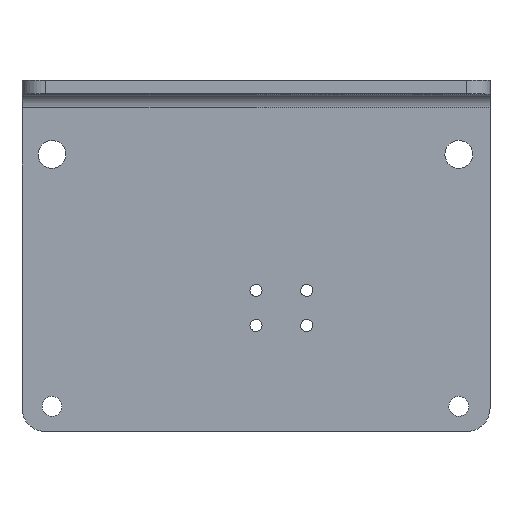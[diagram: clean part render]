
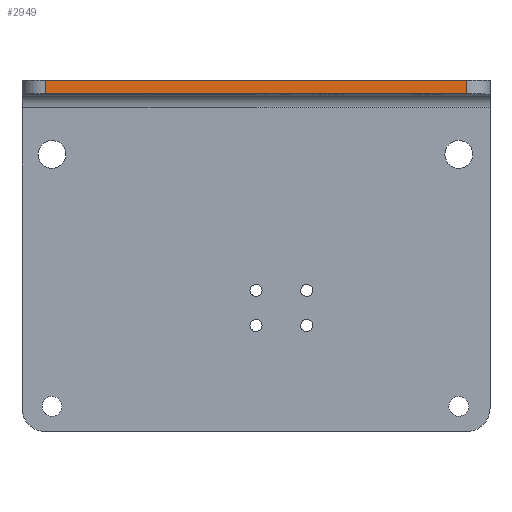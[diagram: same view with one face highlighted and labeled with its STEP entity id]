
A CAD part, top view. The second image highlights one B-rep face of the part: STEP entity #2949.
In plain terms, the highlighted planar face has unit normal (0, 0, 1).
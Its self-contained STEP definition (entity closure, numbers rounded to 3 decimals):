
#67 = PLANE('',#68);
#68 = AXIS2_PLACEMENT_3D('',#69,#70,#71);
#69 = CARTESIAN_POINT('',(-61.977,334.736,
    58.173));
#70 = DIRECTION('',(0.,1.,0.));
#71 = DIRECTION('',(0.,0.,1.));
#138 = PLANE('',#139);
#139 = AXIS2_PLACEMENT_3D('',#140,#141,#142);
#140 = CARTESIAN_POINT('',(-61.977,338.236,
    100.173));
#141 = DIRECTION('',(0.,-1.,0.));
#142 = DIRECTION('',(0.,0.,-1.));
#2764 = VERTEX_POINT('',#2765);
#2765 = CARTESIAN_POINT('',(-55.977,338.236,
    100.173));
#2780 = CYLINDRICAL_SURFACE('',#2781,6.);
#2781 = AXIS2_PLACEMENT_3D('',#2782,#2783,#2784);
#2782 = CARTESIAN_POINT('',(-55.977,296.236,
    94.173));
#2783 = DIRECTION('',(0.,1.,0.));
#2784 = DIRECTION('',(-1.,0.,0.));
#2814 = EDGE_CURVE('',#2764,#2815,#2817,.T.);
#2815 = VERTEX_POINT('',#2816);
#2816 = CARTESIAN_POINT('',(52.023,338.236,
    100.173));
#2817 = SURFACE_CURVE('',#2818,(#2822,#2829),.PCURVE_S1.);
#2818 = LINE('',#2819,#2820);
#2819 = CARTESIAN_POINT('',(-1.977,338.236,
    100.173));
#2820 = VECTOR('',#2821,1.);
#2821 = DIRECTION('',(1.,0.,0.));
#2822 = PCURVE('',#138,#2823);
#2823 = DEFINITIONAL_REPRESENTATION('',(#2824),#2828);
#2824 = LINE('',#2825,#2826);
#2825 = CARTESIAN_POINT('',(0.,60.));
#2826 = VECTOR('',#2827,1.);
#2827 = DIRECTION('',(0.,1.));
#2828 = ( GEOMETRIC_REPRESENTATION_CONTEXT(2) 
PARAMETRIC_REPRESENTATION_CONTEXT() REPRESENTATION_CONTEXT('2D SPACE',''
  ) );
#2829 = PCURVE('',#2830,#2835);
#2830 = PLANE('',#2831);
#2831 = AXIS2_PLACEMENT_3D('',#2832,#2833,#2834);
#2832 = CARTESIAN_POINT('',(-61.977,334.736,
    100.173));
#2833 = DIRECTION('',(0.,0.,-1.));
#2834 = DIRECTION('',(0.,1.,0.));
#2835 = DEFINITIONAL_REPRESENTATION('',(#2836),#2840);
#2836 = LINE('',#2837,#2838);
#2837 = CARTESIAN_POINT('',(3.5,60.));
#2838 = VECTOR('',#2839,1.);
#2839 = DIRECTION('',(0.,1.));
#2840 = ( GEOMETRIC_REPRESENTATION_CONTEXT(2) 
PARAMETRIC_REPRESENTATION_CONTEXT() REPRESENTATION_CONTEXT('2D SPACE',''
  ) );
#2859 = CYLINDRICAL_SURFACE('',#2860,6.);
#2860 = AXIS2_PLACEMENT_3D('',#2861,#2862,#2863);
#2861 = CARTESIAN_POINT('',(52.023,296.236,
    94.173));
#2862 = DIRECTION('',(0.,1.,0.));
#2863 = DIRECTION('',(0.,0.,1.));
#2949 = ADVANCED_FACE('',(#2950),#2830,.F.);
#2950 = FACE_BOUND('',#2951,.T.);
#2951 = EDGE_LOOP('',(#2952,#2997,#2998,#3043));
#2952 = ORIENTED_EDGE('',*,*,#2953,.T.);
#2953 = EDGE_CURVE('',#2954,#2815,#2956,.T.);
#2954 = VERTEX_POINT('',#2955);
#2955 = CARTESIAN_POINT('',(52.023,334.736,
    100.173));
#2956 = SURFACE_CURVE('',#2957,(#2961,#2968),.PCURVE_S1.);
#2957 = LINE('',#2958,#2959);
#2958 = CARTESIAN_POINT('',(52.023,336.486,
    100.173));
#2959 = VECTOR('',#2960,1.);
#2960 = DIRECTION('',(0.,1.,0.));
#2961 = PCURVE('',#2830,#2962);
#2962 = DEFINITIONAL_REPRESENTATION('',(#2963),#2967);
#2963 = LINE('',#2964,#2965);
#2964 = CARTESIAN_POINT('',(1.75,114.));
#2965 = VECTOR('',#2966,1.);
#2966 = DIRECTION('',(1.,0.));
#2967 = ( GEOMETRIC_REPRESENTATION_CONTEXT(2) 
PARAMETRIC_REPRESENTATION_CONTEXT() REPRESENTATION_CONTEXT('2D SPACE',''
  ) );
#2968 = PCURVE('',#2859,#2969);
#2969 = DEFINITIONAL_REPRESENTATION('',(#2970),#2996);
#2970 = B_SPLINE_CURVE_WITH_KNOTS('',3,(#2971,#2972,#2973,#2974,#2975,
    #2976,#2977,#2978,#2979,#2980,#2981,#2982,#2983,#2984,#2985,#2986,
    #2987,#2988,#2989,#2990,#2991,#2992,#2993,#2994,#2995),
  .UNSPECIFIED.,.F.,.F.,(4,1,1,1,1,1,1,1,1,1,1,1,1,1,1,1,1,1,1,1,1,1,4),
  (-1.75,-1.591,-1.432,-1.273,-1.114
    ,-0.955,-0.795,-0.636,-0.477,
    -0.318,-0.159,0.,0.159,0.318,
    0.477,0.636,0.795,0.955,
    1.114,1.273,1.432,1.591,1.75),
  .UNSPECIFIED.);
#2971 = CARTESIAN_POINT('',(0.,38.5));
#2972 = CARTESIAN_POINT('',(0.,38.553));
#2973 = CARTESIAN_POINT('',(0.,38.659));
#2974 = CARTESIAN_POINT('',(0.,38.818));
#2975 = CARTESIAN_POINT('',(0.,38.977));
#2976 = CARTESIAN_POINT('',(0.,39.136));
#2977 = CARTESIAN_POINT('',(0.,39.295));
#2978 = CARTESIAN_POINT('',(0.,39.455));
#2979 = CARTESIAN_POINT('',(0.,39.614));
#2980 = CARTESIAN_POINT('',(0.,39.773));
#2981 = CARTESIAN_POINT('',(0.,39.932));
#2982 = CARTESIAN_POINT('',(0.,40.091));
#2983 = CARTESIAN_POINT('',(0.,40.25));
#2984 = CARTESIAN_POINT('',(0.,40.409));
#2985 = CARTESIAN_POINT('',(0.,40.568));
#2986 = CARTESIAN_POINT('',(0.,40.727));
#2987 = CARTESIAN_POINT('',(0.,40.886));
#2988 = CARTESIAN_POINT('',(0.,41.045));
#2989 = CARTESIAN_POINT('',(0.,41.205));
#2990 = CARTESIAN_POINT('',(0.,41.364));
#2991 = CARTESIAN_POINT('',(0.,41.523));
#2992 = CARTESIAN_POINT('',(0.,41.682));
#2993 = CARTESIAN_POINT('',(0.,41.841));
#2994 = CARTESIAN_POINT('',(0.,41.947));
#2995 = CARTESIAN_POINT('',(0.,42.));
#2996 = ( GEOMETRIC_REPRESENTATION_CONTEXT(2) 
PARAMETRIC_REPRESENTATION_CONTEXT() REPRESENTATION_CONTEXT('2D SPACE',''
  ) );
#2997 = ORIENTED_EDGE('',*,*,#2814,.F.);
#2998 = ORIENTED_EDGE('',*,*,#2999,.F.);
#2999 = EDGE_CURVE('',#3000,#2764,#3002,.T.);
#3000 = VERTEX_POINT('',#3001);
#3001 = CARTESIAN_POINT('',(-55.977,334.736,
    100.173));
#3002 = SURFACE_CURVE('',#3003,(#3007,#3014),.PCURVE_S1.);
#3003 = LINE('',#3004,#3005);
#3004 = CARTESIAN_POINT('',(-55.977,336.486,
    100.173));
#3005 = VECTOR('',#3006,1.);
#3006 = DIRECTION('',(0.,1.,0.));
#3007 = PCURVE('',#2830,#3008);
#3008 = DEFINITIONAL_REPRESENTATION('',(#3009),#3013);
#3009 = LINE('',#3010,#3011);
#3010 = CARTESIAN_POINT('',(1.75,6.));
#3011 = VECTOR('',#3012,1.);
#3012 = DIRECTION('',(1.,0.));
#3013 = ( GEOMETRIC_REPRESENTATION_CONTEXT(2) 
PARAMETRIC_REPRESENTATION_CONTEXT() REPRESENTATION_CONTEXT('2D SPACE',''
  ) );
#3014 = PCURVE('',#2780,#3015);
#3015 = DEFINITIONAL_REPRESENTATION('',(#3016),#3042);
#3016 = B_SPLINE_CURVE_WITH_KNOTS('',3,(#3017,#3018,#3019,#3020,#3021,
    #3022,#3023,#3024,#3025,#3026,#3027,#3028,#3029,#3030,#3031,#3032,
    #3033,#3034,#3035,#3036,#3037,#3038,#3039,#3040,#3041),
  .UNSPECIFIED.,.F.,.F.,(4,1,1,1,1,1,1,1,1,1,1,1,1,1,1,1,1,1,1,1,1,1,4),
  (-1.75,-1.591,-1.432,-1.273,-1.114
    ,-0.955,-0.795,-0.636,-0.477,
    -0.318,-0.159,0.,0.159,0.318,
    0.477,0.636,0.795,0.955,
    1.114,1.273,1.432,1.591,1.75),
  .UNSPECIFIED.);
#3017 = CARTESIAN_POINT('',(1.571,38.5));
#3018 = CARTESIAN_POINT('',(1.571,38.553));
#3019 = CARTESIAN_POINT('',(1.571,38.659));
#3020 = CARTESIAN_POINT('',(1.571,38.818));
#3021 = CARTESIAN_POINT('',(1.571,38.977));
#3022 = CARTESIAN_POINT('',(1.571,39.136));
#3023 = CARTESIAN_POINT('',(1.571,39.295));
#3024 = CARTESIAN_POINT('',(1.571,39.455));
#3025 = CARTESIAN_POINT('',(1.571,39.614));
#3026 = CARTESIAN_POINT('',(1.571,39.773));
#3027 = CARTESIAN_POINT('',(1.571,39.932));
#3028 = CARTESIAN_POINT('',(1.571,40.091));
#3029 = CARTESIAN_POINT('',(1.571,40.25));
#3030 = CARTESIAN_POINT('',(1.571,40.409));
#3031 = CARTESIAN_POINT('',(1.571,40.568));
#3032 = CARTESIAN_POINT('',(1.571,40.727));
#3033 = CARTESIAN_POINT('',(1.571,40.886));
#3034 = CARTESIAN_POINT('',(1.571,41.045));
#3035 = CARTESIAN_POINT('',(1.571,41.205));
#3036 = CARTESIAN_POINT('',(1.571,41.364));
#3037 = CARTESIAN_POINT('',(1.571,41.523));
#3038 = CARTESIAN_POINT('',(1.571,41.682));
#3039 = CARTESIAN_POINT('',(1.571,41.841));
#3040 = CARTESIAN_POINT('',(1.571,41.947));
#3041 = CARTESIAN_POINT('',(1.571,42.));
#3042 = ( GEOMETRIC_REPRESENTATION_CONTEXT(2) 
PARAMETRIC_REPRESENTATION_CONTEXT() REPRESENTATION_CONTEXT('2D SPACE',''
  ) );
#3043 = ORIENTED_EDGE('',*,*,#3044,.T.);
#3044 = EDGE_CURVE('',#3000,#2954,#3045,.T.);
#3045 = SURFACE_CURVE('',#3046,(#3050,#3057),.PCURVE_S1.);
#3046 = LINE('',#3047,#3048);
#3047 = CARTESIAN_POINT('',(-1.977,334.736,
    100.173));
#3048 = VECTOR('',#3049,1.);
#3049 = DIRECTION('',(1.,0.,0.));
#3050 = PCURVE('',#2830,#3051);
#3051 = DEFINITIONAL_REPRESENTATION('',(#3052),#3056);
#3052 = LINE('',#3053,#3054);
#3053 = CARTESIAN_POINT('',(0.,60.));
#3054 = VECTOR('',#3055,1.);
#3055 = DIRECTION('',(0.,1.));
#3056 = ( GEOMETRIC_REPRESENTATION_CONTEXT(2) 
PARAMETRIC_REPRESENTATION_CONTEXT() REPRESENTATION_CONTEXT('2D SPACE',''
  ) );
#3057 = PCURVE('',#67,#3058);
#3058 = DEFINITIONAL_REPRESENTATION('',(#3059),#3063);
#3059 = LINE('',#3060,#3061);
#3060 = CARTESIAN_POINT('',(42.,60.));
#3061 = VECTOR('',#3062,1.);
#3062 = DIRECTION('',(0.,1.));
#3063 = ( GEOMETRIC_REPRESENTATION_CONTEXT(2) 
PARAMETRIC_REPRESENTATION_CONTEXT() REPRESENTATION_CONTEXT('2D SPACE',''
  ) );
